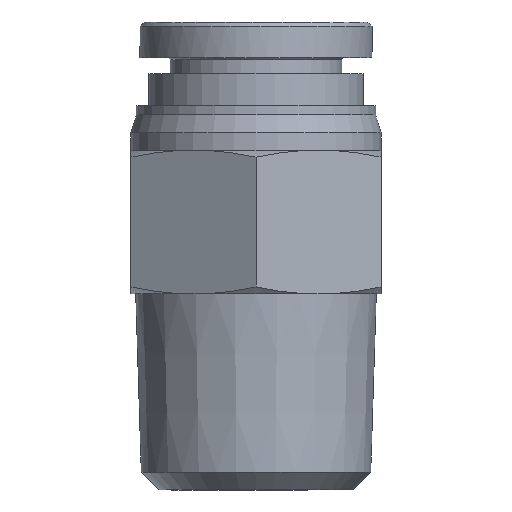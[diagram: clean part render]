
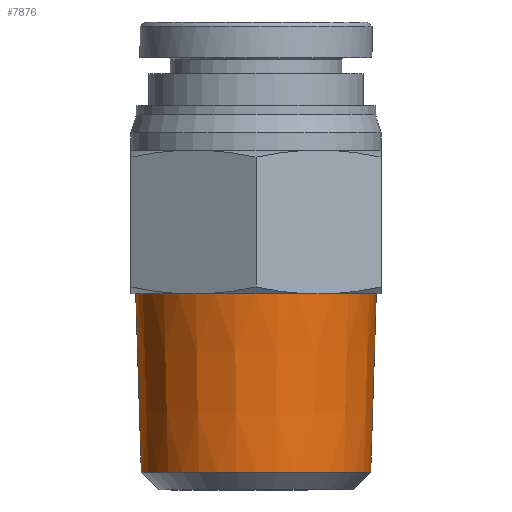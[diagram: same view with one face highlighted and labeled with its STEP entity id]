
A CAD part, left-side view. The second image highlights one B-rep face of the part: STEP entity #7876.
In plain terms, the highlighted conical face has half-angle 1.791 degrees and reference radius 6.562 mm.
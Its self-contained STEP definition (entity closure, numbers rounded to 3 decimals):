
#7845=CARTESIAN_POINT('',(-6.422,1.,0.));
#7846=VERTEX_POINT('',#7845);
#7847=CARTESIAN_POINT('',(0.,1.,0.));
#7848=DIRECTION('',(0.0,-1.0,0.0));
#7849=DIRECTION('',(1.0,0.0,0.0));
#7850=AXIS2_PLACEMENT_3D('',#7847,#7848,#7849);
#7851=CIRCLE('',#7850,6.422);
#7852=EDGE_CURVE('',#7846,#7846,#7851,.T.);
#7857=CARTESIAN_POINT('',(0.,5.5,0.0));
#7858=DIRECTION('',(0.,1.0,0.0));
#7859=DIRECTION('',(-1.0,0.0,0.0));
#7860=AXIS2_PLACEMENT_3D('',#7857,#7858,#7859);
#7861=CONICAL_SURFACE('',#7860,6.563,1.791);
#7862=CARTESIAN_POINT('',(-6.735,11.0,0.0));
#7863=VERTEX_POINT('',#7862);
#7864=CARTESIAN_POINT('',(0.,11.0,0.0));
#7865=DIRECTION('',(0.0,1.0,0.0));
#7866=DIRECTION('',(-1.0,0.0,0.0));
#7867=AXIS2_PLACEMENT_3D('',#7864,#7865,#7866);
#7868=CIRCLE('',#7867,6.735);
#7869=EDGE_CURVE('',#7863,#7863,#7868,.T.);
#7870=ORIENTED_EDGE('',*,*,#7869,.F.);
#7871=EDGE_LOOP('',(#7870));
#7872=FACE_OUTER_BOUND('',#7871,.T.);
#7873=ORIENTED_EDGE('',*,*,#7852,.F.);
#7874=EDGE_LOOP('',(#7873));
#7875=FACE_BOUND('',#7874,.T.);
#7876=ADVANCED_FACE('',(#7872,#7875),#7861,.T.);
